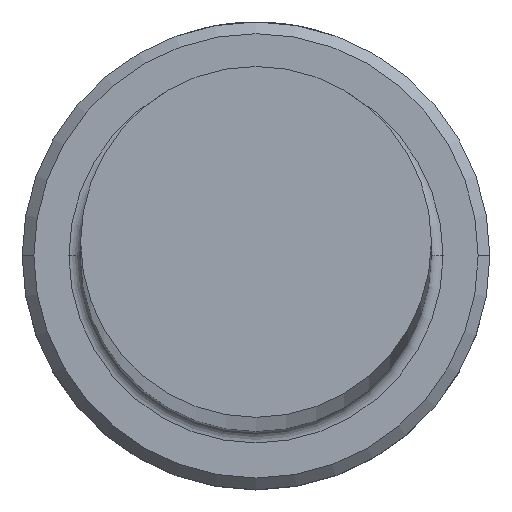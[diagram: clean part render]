
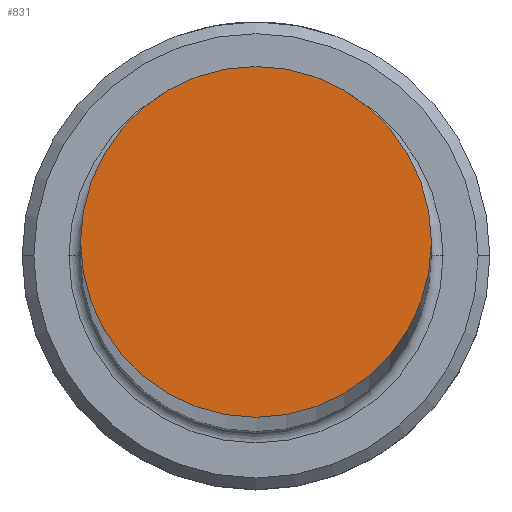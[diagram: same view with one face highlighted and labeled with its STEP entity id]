
A CAD part, top view. The second image highlights one B-rep face of the part: STEP entity #831.
In plain terms, the highlighted planar face has unit normal (0, 0, 1).
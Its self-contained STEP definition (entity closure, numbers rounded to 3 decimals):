
#22 = AXIS2_PLACEMENT_3D ( 'NONE', #834, #450, #1108 ) ;
#110 = EDGE_CURVE ( 'NONE', #1080, #475, #727, .T. ) ;
#281 = FACE_OUTER_BOUND ( 'NONE', #599, .T. ) ;
#383 = ORIENTED_EDGE ( 'NONE', *, *, #495, .T. ) ;
#400 = CARTESIAN_POINT ( 'NONE',  ( 7.5, 0., 350. ) ) ;
#450 = DIRECTION ( 'NONE',  ( 0., 0., 1. ) ) ;
#455 = DIRECTION ( 'NONE',  ( 1., 0., 0. ) ) ;
#456 = CIRCLE ( 'NONE', #886, 7.5 ) ;
#463 = DIRECTION ( 'NONE',  ( 0., 0., 1. ) ) ;
#468 = CARTESIAN_POINT ( 'NONE',  ( 0., 0., 350. ) ) ;
#475 = VERTEX_POINT ( 'NONE', #1062 ) ;
#495 = EDGE_CURVE ( 'NONE', #475, #1080, #456, .T. ) ;
#599 = EDGE_LOOP ( 'NONE', ( #383, #765 ) ) ;
#727 = CIRCLE ( 'NONE', #829, 7.5 ) ;
#765 = ORIENTED_EDGE ( 'NONE', *, *, #110, .T. ) ;
#769 = DIRECTION ( 'NONE',  ( 1., 0., 0. ) ) ;
#787 = DIRECTION ( 'NONE',  ( 0., 0., 1. ) ) ;
#829 = AXIS2_PLACEMENT_3D ( 'NONE', #468, #463, #455 ) ;
#831 = ADVANCED_FACE ( 'NONE', ( #281 ), #1180, .T. ) ;
#834 = CARTESIAN_POINT ( 'NONE',  ( 0., 0., 350. ) ) ;
#859 = CARTESIAN_POINT ( 'NONE',  ( 0., 0., 350. ) ) ;
#886 = AXIS2_PLACEMENT_3D ( 'NONE', #859, #787, #769 ) ;
#1062 = CARTESIAN_POINT ( 'NONE',  ( -7.5, 0., 350. ) ) ;
#1080 = VERTEX_POINT ( 'NONE', #400 ) ;
#1108 = DIRECTION ( 'NONE',  ( 1., 0., 0. ) ) ;
#1180 = PLANE ( 'NONE',  #22 ) ;
